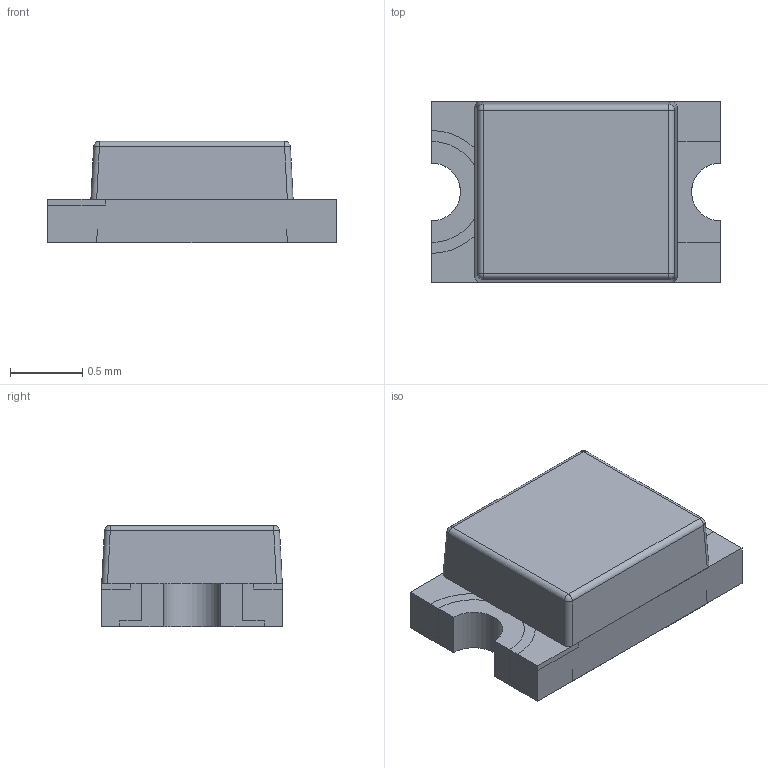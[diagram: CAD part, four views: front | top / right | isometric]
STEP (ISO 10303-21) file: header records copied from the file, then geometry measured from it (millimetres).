
FILE_DESCRIPTION( ( 'Unknown' ), '1' );
FILE_NAME( 'LedSMD_0805.stp', 'Unknown', ( 'Unknown' ), ( 'Unknown' ), 'PSStep 13.0', 'Unknown', ' ' );
FILE_SCHEMA( ( 'AUTOMOTIVE_DESIGN { 1 0 10303 214 1 1 1 1 }' ) );
Length unit declared in the file: millimetre
Products named in the file (6): Assem1; base; cover; housing; marking; base_2
Bounding box: 2 x 1.25 x 0.7 mm (x, y, z)
Surface area: 30 mm2
Topology: 11 solids, 11 shells, 158 faces, 386 edges, 244 vertices
Faces by surface type: plane 119, cylinder 31, sphere 8
Entity records: 1578 total; most frequent: ORIENTED_EDGE 324, CARTESIAN_POINT 172, EDGE_CURVE 162, LINE 122, VERTEX_POINT 102, DIRECTION 99, AXIS2_PLACEMENT_3D 94, EDGE_LOOP 71
